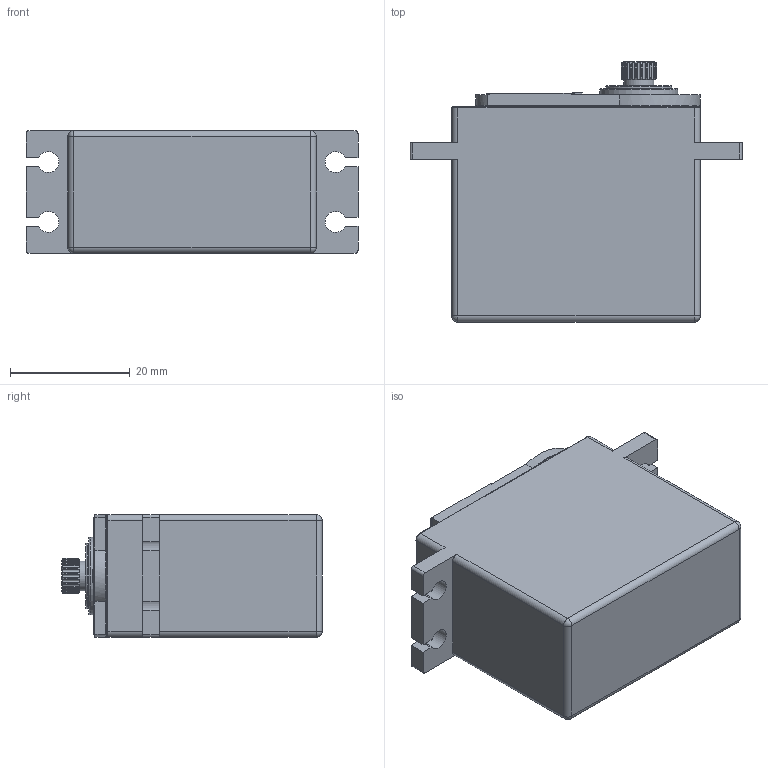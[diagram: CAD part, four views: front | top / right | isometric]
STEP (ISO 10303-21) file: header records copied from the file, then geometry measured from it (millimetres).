
FILE_DESCRIPTION(/* description */ (''),/* implementation_level */ '2;1');
FILE_NAME(/* name */ 'mg995_ipt_1a21157a.STEP',/* time_stamp */ '2021-11-27T22:58:43+02:00',/* author */ ('Hesha'),/* organization */ (''),/* preprocessor_version */ 'ST-DEVELOPER v18',/* originating_system */ 'Autodesk Inventor 2020',/* authorisation */ '');
FILE_SCHEMA (('AUTOMOTIVE_DESIGN { 1 0 10303 214 3 1 1 }'));
Length unit declared in the file: millimetre
Products named in the file (1): mg995
Bounding box: 55.5 x 43.5 x 20.5 mm (x, y, z)
Volume: 32854.3 mm3; surface area: 7110.8 mm2
Topology: 1 solids, 1 shells, 260 faces, 725 edges, 466 vertices
Faces by surface type: cylinder 133, plane 92, bspline 18, torus 13, sphere 4
Full cylindrical faces by diameter (mm): 5 x1, 11 x1, 13 x1
Entity records: 11026 total; most frequent: CARTESIAN_POINT 4490, ORIENTED_EDGE 1442, DIRECTION 1290, EDGE_CURVE 721, AXIS2_PLACEMENT_3D 494, VERTEX_POINT 466, LINE 302, VECTOR 302
